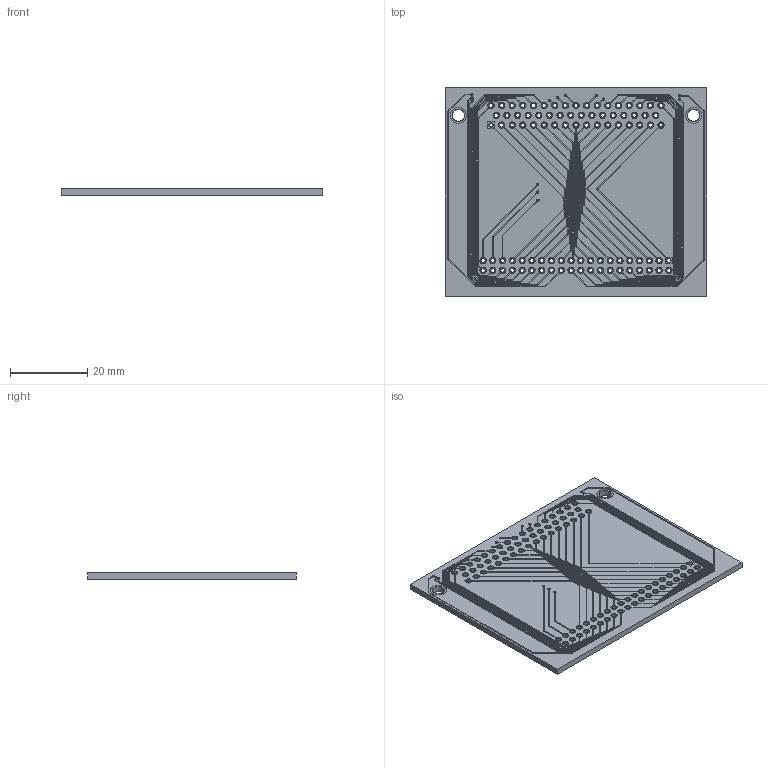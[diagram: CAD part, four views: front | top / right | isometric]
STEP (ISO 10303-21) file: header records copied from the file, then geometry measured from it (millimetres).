
FILE_DESCRIPTION(('KiCad electronic assembly'),'2;1');
FILE_NAME('CONN-Dsub50DIL40.step','2024-10-12T22:46:28',('Pcbnew'),( 'Kicad'),'Open CASCADE STEP processor 7.8','KiCad to STEP converter' ,'Unknown');
FILE_SCHEMA(('AUTOMOTIVE_DESIGN { 1 0 10303 214 1 1 1 1 }'));
Length unit declared in the file: millimetre
Products named in the file (525): CONN-Dsub50DIL40 1; CONN-Dsub50DIL40_track_1; CONN-Dsub50DIL40_track_2; CONN-Dsub50DIL40_track_3; CONN-Dsub50DIL40_track_4; CONN-Dsub50DIL40_track_5; CONN-Dsub50DIL40_track_6; CONN-Dsub50DIL40_track_7; CONN-Dsub50DIL40_track_8; CONN-Dsub50DIL40_track_9; CONN-Dsub50DIL40_track_10; CONN-Dsub50DIL40_track_11; CONN-Dsub50DIL40_track_12; CONN-Dsub50DIL40_track_13; CONN-Dsub50DIL40_track_14; CONN-Dsub50DIL40_track_15; CONN-Dsub50DIL40_track_16; CONN-Dsub50DIL40_track_17; CONN-Dsub50DIL40_track_18; CONN-Dsub50DIL40_track_19; CONN-Dsub50DIL40_track_20; CONN-Dsub50DIL40_track_21; CONN-Dsub50DIL40_track_22; CONN-Dsub50DIL40_track_23; CONN-Dsub50DIL40_track_24; CONN-Dsub50DIL40_track_25; CONN-Dsub50DIL40_track_26; CONN-Dsub50DIL40_track_27; CONN-Dsub50DIL40_track_28; CONN-Dsub50DIL40_track_29; CONN-Dsub50DIL40_track_30; CONN-Dsub50DIL40_track_31; CONN-Dsub50DIL40_track_32; CONN-Dsub50DIL40_track_33; CONN-Dsub50DIL40_track_34; CONN-Dsub50DIL40_track_35; CONN-Dsub50DIL40_track_36; CONN-Dsub50DIL40_track_37; CONN-Dsub50DIL40_track_38; CONN-Dsub50DIL40_track_39 ...
Assembly tree (524 placements, depth 2):
  CONN-Dsub50DIL40 1
    CONN-Dsub50DIL40_track_1
    CONN-Dsub50DIL40_track_2
    CONN-Dsub50DIL40_track_3
    CONN-Dsub50DIL40_track_4
    CONN-Dsub50DIL40_track_5
    CONN-Dsub50DIL40_track_6
    CONN-Dsub50DIL40_track_7
    CONN-Dsub50DIL40_track_8
    CONN-Dsub50DIL40_track_9
    CONN-Dsub50DIL40_track_10
    CONN-Dsub50DIL40_track_11
    CONN-Dsub50DIL40_track_12
    CONN-Dsub50DIL40_track_13
    CONN-Dsub50DIL40_track_14
    CONN-Dsub50DIL40_track_15
    CONN-Dsub50DIL40_track_16
    CONN-Dsub50DIL40_track_17
    CONN-Dsub50DIL40_track_18
    CONN-Dsub50DIL40_track_19
    CONN-Dsub50DIL40_track_20
    CONN-Dsub50DIL40_track_21
    CONN-Dsub50DIL40_track_22
    CONN-Dsub50DIL40_track_23
    CONN-Dsub50DIL40_track_24
    CONN-Dsub50DIL40_track_25
    CONN-Dsub50DIL40_track_26
    CONN-Dsub50DIL40_track_27
    CONN-Dsub50DIL40_track_28
    CONN-Dsub50DIL40_track_29
    CONN-Dsub50DIL40_track_30
    CONN-Dsub50DIL40_track_31
    CONN-Dsub50DIL40_track_32
    CONN-Dsub50DIL40_track_33
    CONN-Dsub50DIL40_track_34
    CONN-Dsub50DIL40_track_35
    CONN-Dsub50DIL40_track_36
    CONN-Dsub50DIL40_track_37
    CONN-Dsub50DIL40_track_38
    CONN-Dsub50DIL40_track_39
    CONN-Dsub50DIL40_track_40
    CONN-Dsub50DIL40_track_41
    CONN-Dsub50DIL40_track_42
    CONN-Dsub50DIL40_track_43
    CONN-Dsub50DIL40_track_44
    CONN-Dsub50DIL40_track_45
    CONN-Dsub50DIL40_track_46
    CONN-Dsub50DIL40_track_47
    CONN-Dsub50DIL40_track_48
    CONN-Dsub50DIL40_track_49
    CONN-Dsub50DIL40_track_50
    CONN-Dsub50DIL40_track_51
    CONN-Dsub50DIL40_track_52
    CONN-Dsub50DIL40_track_53
    CONN-Dsub50DIL40_track_54
    CONN-Dsub50DIL40_track_55
    CONN-Dsub50DIL40_track_56
    CONN-Dsub50DIL40_track_57
    CONN-Dsub50DIL40_track_58
    CONN-Dsub50DIL40_track_59
Bounding box: 67.82 x 54.1 x 1.67 mm (x, y, z)
Volume: 5748.4 mm3; surface area: 10960 mm2
Topology: 521 solids, 521 shells, 2635 faces, 4779 edges, 3186 vertices
Faces by surface type: plane 1470, cylinder 1165
Full cylindrical faces by diameter (mm): 0.25 x39, 0.3 x26, 0.6 x26, 1.04 x150, 1.05 x120, 1.09 x100, 1.1 x80, 1.635 x98, 1.65 x78, 3.15 x6, 3.2 x4, 4.216 x4
Entity records: 79574 total; most frequent: DIRECTION 13429, CARTESIAN_POINT 11125, ORIENTED_EDGE 9558, AXIS2_PLACEMENT_3D 5490, EDGE_CURVE 4779, FACE_BOUND 3475, EDGE_LOOP 3475, VERTEX_POINT 3186
